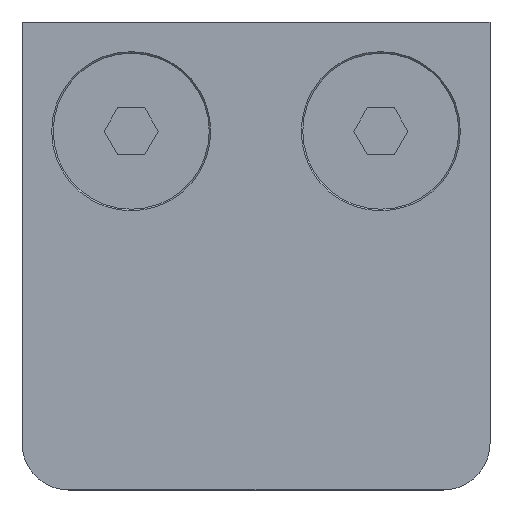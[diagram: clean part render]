
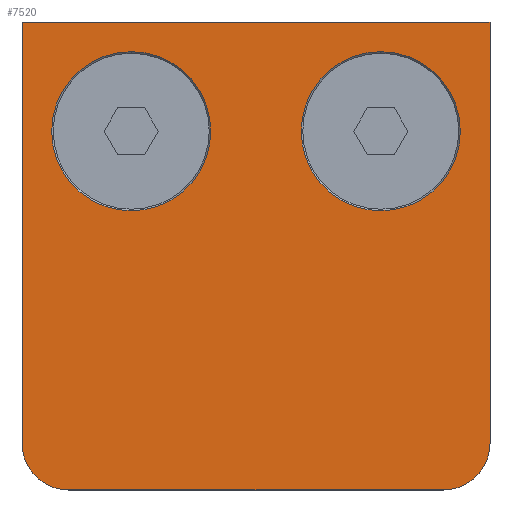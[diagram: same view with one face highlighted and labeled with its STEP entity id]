
A CAD part, front view. The second image highlights one B-rep face of the part: STEP entity #7520.
In plain terms, the highlighted planar face has unit normal (0, -1, 0).
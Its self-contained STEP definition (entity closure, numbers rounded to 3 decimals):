
#59 = VERTEX_POINT ( 'NONE', #374 ) ;
#62 = LINE ( 'NONE', #7240, #3100 ) ;
#118 = VECTOR ( 'NONE', #6674, 1000. ) ;
#374 = CARTESIAN_POINT ( 'NONE',  ( -8., 0., 28.1 ) ) ;
#461 = CARTESIAN_POINT ( 'NONE',  ( -12., 0., 0. ) ) ;
#513 = AXIS2_PLACEMENT_3D ( 'NONE', #1589, #2905, #4156 ) ;
#542 = DIRECTION ( 'NONE',  ( -1., 0., 0. ) ) ;
#602 = CARTESIAN_POINT ( 'NONE',  ( -12., 0., 3. ) ) ;
#626 = LINE ( 'NONE', #5570, #118 ) ;
#678 = VERTEX_POINT ( 'NONE', #6536 ) ;
#829 = CIRCLE ( 'NONE', #3967, 5.1 ) ;
#842 = CARTESIAN_POINT ( 'NONE',  ( 12., 0., 3. ) ) ;
#932 = ORIENTED_EDGE ( 'NONE', *, *, #2622, .F. ) ;
#1036 = CARTESIAN_POINT ( 'NONE',  ( -15., 0., 30. ) ) ;
#1076 = EDGE_CURVE ( 'NONE', #59, #4700, #7308, .T. ) ;
#1095 = CIRCLE ( 'NONE', #6440, 5.1 ) ;
#1128 = CARTESIAN_POINT ( 'NONE',  ( 12., 0., 0. ) ) ;
#1332 = ORIENTED_EDGE ( 'NONE', *, *, #5904, .F. ) ;
#1424 = FACE_BOUND ( 'NONE', #7320, .T. ) ;
#1461 = DIRECTION ( 'NONE',  ( 0., 1., 0. ) ) ;
#1537 = AXIS2_PLACEMENT_3D ( 'NONE', #7064, #3968, #3364 ) ;
#1574 = LINE ( 'NONE', #4065, #5444 ) ;
#1589 = CARTESIAN_POINT ( 'NONE',  ( -8., 0., 23. ) ) ;
#1958 = CARTESIAN_POINT ( 'NONE',  ( 8., 0., 23. ) ) ;
#2107 = EDGE_CURVE ( 'NONE', #6658, #4026, #3088, .T. ) ;
#2154 = EDGE_CURVE ( 'NONE', #2919, #7431, #626, .T. ) ;
#2203 = DIRECTION ( 'NONE',  ( 0., -1., 0. ) ) ;
#2444 = DIRECTION ( 'NONE',  ( 0., 0., -1. ) ) ;
#2563 = ORIENTED_EDGE ( 'NONE', *, *, #6746, .F. ) ;
#2594 = AXIS2_PLACEMENT_3D ( 'NONE', #842, #1461, #5228 ) ;
#2622 = EDGE_CURVE ( 'NONE', #7821, #6658, #7531, .T. ) ;
#2656 = DIRECTION ( 'NONE',  ( 0., -1., 0. ) ) ;
#2661 = ORIENTED_EDGE ( 'NONE', *, *, #5003, .F. ) ;
#2753 = VECTOR ( 'NONE', #542, 1000. ) ;
#2825 = CARTESIAN_POINT ( 'NONE',  ( -8., 0., 23. ) ) ;
#2905 = DIRECTION ( 'NONE',  ( 0., -1., 0. ) ) ;
#2919 = VERTEX_POINT ( 'NONE', #3327 ) ;
#3054 = CARTESIAN_POINT ( 'NONE',  ( 8., 0., 23. ) ) ;
#3088 = LINE ( 'NONE', #461, #2753 ) ;
#3093 = EDGE_LOOP ( 'NONE', ( #3542, #2563 ) ) ;
#3100 = VECTOR ( 'NONE', #4836, 1000. ) ;
#3274 = FACE_BOUND ( 'NONE', #3093, .T. ) ;
#3327 = CARTESIAN_POINT ( 'NONE',  ( -15., 0., 3. ) ) ;
#3364 = DIRECTION ( 'NONE',  ( 0., 0., 1. ) ) ;
#3371 = EDGE_CURVE ( 'NONE', #7431, #678, #1574, .T. ) ;
#3455 = DIRECTION ( 'NONE',  ( 1., 0., 0. ) ) ;
#3542 = ORIENTED_EDGE ( 'NONE', *, *, #5248, .F. ) ;
#3742 = ORIENTED_EDGE ( 'NONE', *, *, #1076, .F. ) ;
#3763 = CARTESIAN_POINT ( 'NONE',  ( -12., 0., 0. ) ) ;
#3803 = ORIENTED_EDGE ( 'NONE', *, *, #2154, .F. ) ;
#3835 = FACE_OUTER_BOUND ( 'NONE', #4295, .T. ) ;
#3847 = ORIENTED_EDGE ( 'NONE', *, *, #3371, .F. ) ;
#3967 = AXIS2_PLACEMENT_3D ( 'NONE', #2825, #2203, #4529 ) ;
#3968 = DIRECTION ( 'NONE',  ( 0., 1., 0. ) ) ;
#4026 = VERTEX_POINT ( 'NONE', #3763 ) ;
#4059 = CARTESIAN_POINT ( 'NONE',  ( -8., 0., 17.9 ) ) ;
#4065 = CARTESIAN_POINT ( 'NONE',  ( -15., 0., 30. ) ) ;
#4156 = DIRECTION ( 'NONE',  ( 0., 0., -1. ) ) ;
#4210 = ORIENTED_EDGE ( 'NONE', *, *, #6507, .F. ) ;
#4295 = EDGE_LOOP ( 'NONE', ( #1332, #3847, #3803, #2661, #4415, #932 ) ) ;
#4415 = ORIENTED_EDGE ( 'NONE', *, *, #2107, .F. ) ;
#4492 = DIRECTION ( 'NONE',  ( 0., 0., 1. ) ) ;
#4529 = DIRECTION ( 'NONE',  ( 0., 0., -1. ) ) ;
#4603 = CARTESIAN_POINT ( 'NONE',  ( 8., 0., 28.1 ) ) ;
#4636 = AXIS2_PLACEMENT_3D ( 'NONE', #602, #6328, #4492 ) ;
#4700 = VERTEX_POINT ( 'NONE', #4059 ) ;
#4836 = DIRECTION ( 'NONE',  ( 0., 0., -1. ) ) ;
#5003 = EDGE_CURVE ( 'NONE', #4026, #2919, #8048, .T. ) ;
#5148 = DIRECTION ( 'NONE',  ( 0., 0., -1. ) ) ;
#5228 = DIRECTION ( 'NONE',  ( 0., 0., -1. ) ) ;
#5248 = EDGE_CURVE ( 'NONE', #6060, #6938, #6748, .T. ) ;
#5444 = VECTOR ( 'NONE', #3455, 1000. ) ;
#5450 = AXIS2_PLACEMENT_3D ( 'NONE', #1958, #2656, #5148 ) ;
#5570 = CARTESIAN_POINT ( 'NONE',  ( -15., 0., 3. ) ) ;
#5698 = DIRECTION ( 'NONE',  ( 0., -1., 0. ) ) ;
#5904 = EDGE_CURVE ( 'NONE', #678, #7821, #62, .T. ) ;
#5970 = CARTESIAN_POINT ( 'NONE',  ( 8., 0., 17.9 ) ) ;
#6060 = VERTEX_POINT ( 'NONE', #5970 ) ;
#6328 = DIRECTION ( 'NONE',  ( 0., 1., 0. ) ) ;
#6440 = AXIS2_PLACEMENT_3D ( 'NONE', #3054, #5698, #2444 ) ;
#6507 = EDGE_CURVE ( 'NONE', #4700, #59, #829, .T. ) ;
#6536 = CARTESIAN_POINT ( 'NONE',  ( 15., 0., 30. ) ) ;
#6658 = VERTEX_POINT ( 'NONE', #1128 ) ;
#6674 = DIRECTION ( 'NONE',  ( 0., 0., 1. ) ) ;
#6719 = CARTESIAN_POINT ( 'NONE',  ( 15., 0., 3. ) ) ;
#6746 = EDGE_CURVE ( 'NONE', #6938, #6060, #1095, .T. ) ;
#6748 = CIRCLE ( 'NONE', #5450, 5.1 ) ;
#6938 = VERTEX_POINT ( 'NONE', #4603 ) ;
#7064 = CARTESIAN_POINT ( 'NONE',  ( -12., 0., 3. ) ) ;
#7240 = CARTESIAN_POINT ( 'NONE',  ( 15., 0., 3. ) ) ;
#7308 = CIRCLE ( 'NONE', #513, 5.1 ) ;
#7320 = EDGE_LOOP ( 'NONE', ( #4210, #3742 ) ) ;
#7431 = VERTEX_POINT ( 'NONE', #1036 ) ;
#7520 = ADVANCED_FACE ( 'NONE', ( #3274, #3835, #1424 ), #7548, .F. ) ;
#7531 = CIRCLE ( 'NONE', #2594, 3. ) ;
#7548 = PLANE ( 'NONE',  #4636 ) ;
#7821 = VERTEX_POINT ( 'NONE', #6719 ) ;
#8048 = CIRCLE ( 'NONE', #1537, 3. ) ;
